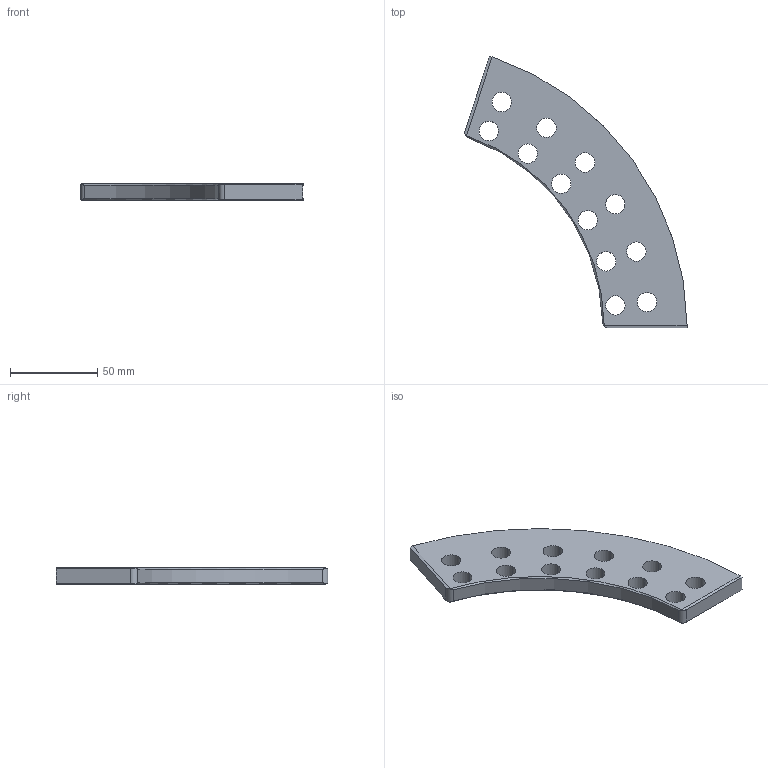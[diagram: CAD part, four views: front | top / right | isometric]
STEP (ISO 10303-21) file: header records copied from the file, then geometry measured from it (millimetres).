
FILE_DESCRIPTION (( 'STEP AP203' ), '1' );
FILE_NAME ('M7847.STEP', '2022-04-26T20:48:52', ( '' ), ( '' ), 'SwSTEP 2.0', 'SolidWorks 2020', '' );
FILE_SCHEMA (( 'CONFIG_CONTROL_DESIGN' ));
Length unit declared in the file: inch
Products named in the file (1): M7847
Bounding box: 127.68 x 156.24 x 9.49 mm (x, y, z)
Volume: 69403.4 mm3; surface area: 22719.3 mm2
Topology: 1 solids, 1 shells, 39 faces, 111 edges, 74 vertices
Faces by surface type: cylinder 27, plane 8, torus 2, cone 2
Entity records: 1459 total; most frequent: CARTESIAN_POINT 293, DIRECTION 234, ORIENTED_EDGE 222, EDGE_CURVE 111, AXIS2_PLACEMENT_3D 99, VERTEX_POINT 74, EDGE_LOOP 63, CIRCLE 59
